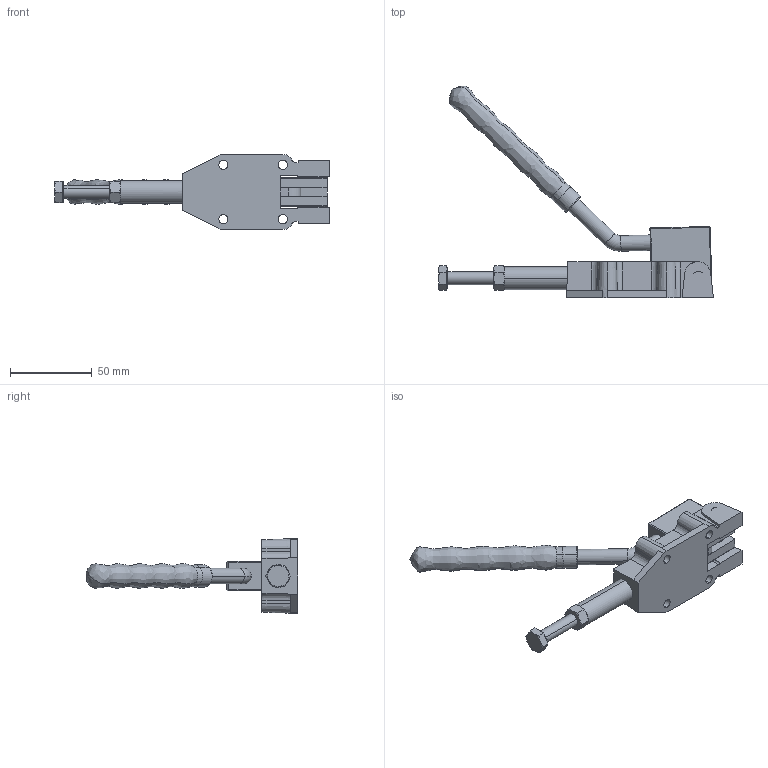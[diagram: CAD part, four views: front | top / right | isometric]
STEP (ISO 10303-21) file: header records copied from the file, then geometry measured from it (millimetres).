
FILE_DESCRIPTION (( 'STEP AP214' ), '1' );
FILE_NAME ('GH-30600HL(Â²¤Æ)-1.STEP', '2020-06-12T09:31:46', ( 'LinWei' ), ( '' ), 'SwSTEP 2.0', 'SolidWorks 2016', '' );
FILE_SCHEMA (( 'AUTOMOTIVE_DESIGN' ));
Length unit declared in the file: millimetre
Products named in the file (6): 23060001; 13060005-1^GH-30600HL(簡化)-1; Group5^GH-30600HL(簡化)-1; Group4^GH-30600HL(簡化)-1; Group3^GH-30600HL(簡化)-1; GH-30600HL(簡化)-1
Assembly tree (5 placements, depth 2):
  GH-30600HL(簡化)-1
    Group3^GH-30600HL(簡化)-1
    Group4^GH-30600HL(簡化)-1
    Group5^GH-30600HL(簡化)-1
    13060005-1^GH-30600HL(簡化)-1
    23060001
Bounding box: 168.38 x 129.7 x 46 mm (x, y, z)
Volume: 96712.8 mm3; surface area: 37890.5 mm2
Topology: 5 solids, 5 shells, 262 faces, 666 edges, 421 vertices
Faces by surface type: plane 142, cylinder 72, cone 36, torus 10, bspline 2
Entity records: 9399 total; most frequent: CARTESIAN_POINT 1789, DIRECTION 1336, ORIENTED_EDGE 1328, EDGE_CURVE 664, AXIS2_PLACEMENT_3D 470, VERTEX_POINT 421, LINE 396, VECTOR 396
